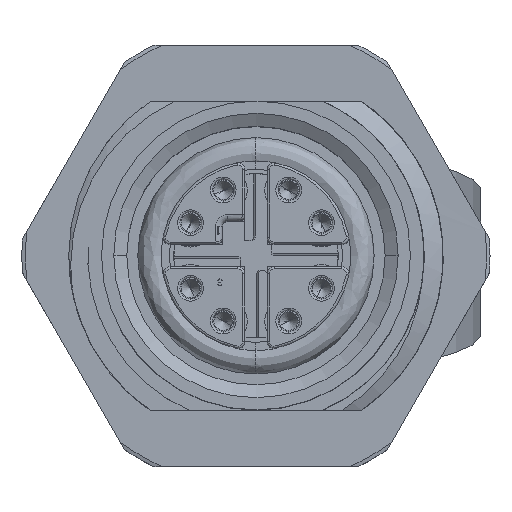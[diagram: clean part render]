
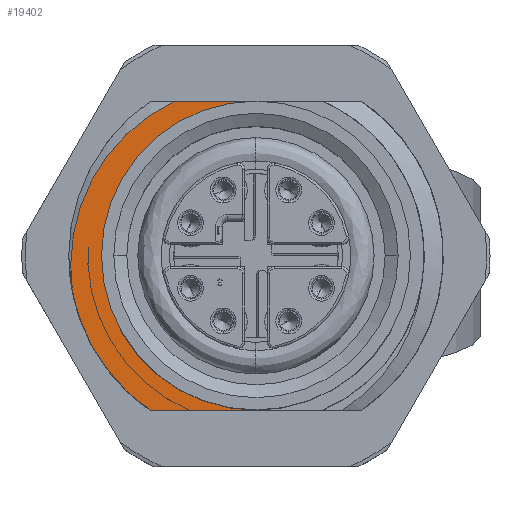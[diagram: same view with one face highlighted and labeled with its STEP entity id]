
A CAD part, top view. The second image highlights one B-rep face of the part: STEP entity #19402.
In plain terms, the highlighted planar face has unit normal (0, 0, 1).
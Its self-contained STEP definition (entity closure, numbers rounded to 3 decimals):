
#503 = CARTESIAN_POINT ( 'NONE',  ( 7.807, -0.893, -8.7 ) ) ;
#879 = CARTESIAN_POINT ( 'NONE',  ( 4.753, -5.851, -8.7 ) ) ;
#981 = ORIENTED_EDGE ( 'NONE', *, *, #12866, .F. ) ;
#3129 = VECTOR ( 'NONE', #38111, 1000. ) ;
#3906 = CIRCLE ( 'NONE', #38904, 6.6 ) ;
#4256 = DIRECTION ( 'NONE',  ( 0., 0., 1. ) ) ;
#5087 = CARTESIAN_POINT ( 'NONE',  ( 7.921, 0.161, -8.7 ) ) ;
#5261 = CARTESIAN_POINT ( 'NONE',  ( 6.981, -3.302, -8.7 ) ) ;
#7078 = CARTESIAN_POINT ( 'NONE',  ( 0., 0., -8.7 ) ) ;
#8343 = LINE ( 'NONE', #8685, #3129 ) ;
#8639 = ORIENTED_EDGE ( 'NONE', *, *, #22102, .T. ) ;
#8685 = CARTESIAN_POINT ( 'NONE',  ( -7.49, -6.6, -8.7 ) ) ;
#8755 = CARTESIAN_POINT ( 'NONE',  ( 7.769, -1.103, -8.7 ) ) ;
#10123 = DIRECTION ( 'NONE',  ( 1., 0., 0. ) ) ;
#11806 = CIRCLE ( 'NONE', #47642, 8. ) ;
#12250 = EDGE_CURVE ( 'NONE', #21188, #14417, #37901, .T. ) ;
#12866 = EDGE_CURVE ( 'NONE', #21188, #44870, #54166, .T. ) ;
#14417 = VERTEX_POINT ( 'NONE', #33538 ) ;
#15121 = EDGE_LOOP ( 'NONE', ( #8639, #981, #31180, #21691, #45995, #38341 ) ) ;
#16249 = CARTESIAN_POINT ( 'NONE',  ( 3.462, -6.6, -8.7 ) ) ;
#17005 = CARTESIAN_POINT ( 'NONE',  ( 6.533, -4.031, -8.7 ) ) ;
#17386 = CARTESIAN_POINT ( 'NONE',  ( 0., -6.6, -8.7 ) ) ;
#17536 = CARTESIAN_POINT ( 'NONE',  ( 7.428, -2.34, -8.7 ) ) ;
#18172 = DIRECTION ( 'NONE',  ( 1., 0., 0. ) ) ;
#18525 = CARTESIAN_POINT ( 'NONE',  ( 3.462, -6.6, -8.7 ) ) ;
#18775 = DIRECTION ( 'NONE',  ( 1., 0., 0. ) ) ;
#19129 = DIRECTION ( 'NONE',  ( 0., 0., -1. ) ) ;
#19402 = ADVANCED_FACE ( 'NONE', ( #32731 ), #50402, .T. ) ;
#21188 = VERTEX_POINT ( 'NONE', #37799 ) ;
#21239 = CARTESIAN_POINT ( 'NONE',  ( -7.49, 7.02, -8.7 ) ) ;
#21331 = CARTESIAN_POINT ( 'NONE',  ( 7.62, -1.728, -8.7 ) ) ;
#21625 = DIRECTION ( 'NONE',  ( 0., 0., 1. ) ) ;
#21684 = CARTESIAN_POINT ( 'NONE',  ( 5.257, -5.451, -8.7 ) ) ;
#21691 = ORIENTED_EDGE ( 'NONE', *, *, #48425, .T. ) ;
#21866 = CARTESIAN_POINT ( 'NONE',  ( 6.654, -3.852, -8.7 ) ) ;
#22102 = EDGE_CURVE ( 'NONE', #50345, #44870, #11806, .T. ) ;
#23120 = CARTESIAN_POINT ( 'NONE',  ( 0., 0., -8.7 ) ) ;
#23938 = VECTOR ( 'NONE', #10123, 1000. ) ;
#26065 = CARTESIAN_POINT ( 'NONE',  ( 7.902, 1.015, -8.7 ) ) ;
#26112 = AXIS2_PLACEMENT_3D ( 'NONE', #7078, #44932, #48261 ) ;
#29271 = CARTESIAN_POINT ( 'NONE',  ( 4.521, 6.6, -8.7 ) ) ;
#30074 = CARTESIAN_POINT ( 'NONE',  ( 5.874, -4.867, -8.7 ) ) ;
#30599 = EDGE_CURVE ( 'NONE', #49515, #40239, #8343, .T. ) ;
#31180 = ORIENTED_EDGE ( 'NONE', *, *, #12250, .T. ) ;
#32731 = FACE_OUTER_BOUND ( 'NONE', #15121, .T. ) ;
#33483 = DIRECTION ( 'NONE',  ( 0., -1., 0. ) ) ;
#33538 = CARTESIAN_POINT ( 'NONE',  ( 6.6, 0., -8.7 ) ) ;
#34126 = CARTESIAN_POINT ( 'NONE',  ( 4.223, -6.213, -8.7 ) ) ;
#34318 = CARTESIAN_POINT ( 'NONE',  ( 7.676, -1.52, -8.7 ) ) ;
#34489 = CARTESIAN_POINT ( 'NONE',  ( 6.153, -4.548, -8.7 ) ) ;
#35877 = CARTESIAN_POINT ( 'NONE',  ( -7.49, 6.6, -8.7 ) ) ;
#37799 = CARTESIAN_POINT ( 'NONE',  ( 0., 6.6, -8.7 ) ) ;
#37901 = CIRCLE ( 'NONE', #26112, 6.6 ) ;
#37990 = CARTESIAN_POINT ( 'NONE',  ( 5.416, -5.31, -8.7 ) ) ;
#38111 = DIRECTION ( 'NONE',  ( -1., 0., 0. ) ) ;
#38341 = ORIENTED_EDGE ( 'NONE', *, *, #47520, .T. ) ;
#38538 = CARTESIAN_POINT ( 'NONE',  ( 7.268, -2.734, -8.7 ) ) ;
#38725 = CARTESIAN_POINT ( 'NONE',  ( 7.779, 1.868, -8.7 ) ) ;
#38904 = AXIS2_PLACEMENT_3D ( 'NONE', #23120, #19129, #18775 ) ;
#40239 = VERTEX_POINT ( 'NONE', #17386 ) ;
#42142 = B_SPLINE_CURVE_WITH_KNOTS ( 'NONE', 3,
 ( #16249, #45535, #34126, #879, #42215, #21684, #37990, #30074, #34489, #17005, #21866, #50500, #5261, #38538, #17536, #21331, #34318, #8755, #503, #51225, #5087, #26065, #46249, #38725 ),
 .UNSPECIFIED., .F., .F.,
 ( 4, 2, 2, 2, 2, 2, 2, 2, 2, 2, 2, 4 ),
 ( 0., 0.002, 0.002, 0.003, 0.004, 0.005, 0.005, 0.007, 0.007, 0.008, 0.009, 0.011 ),
 .UNSPECIFIED. ) ;
#42215 = CARTESIAN_POINT ( 'NONE',  ( 4.926, -5.722, -8.7 ) ) ;
#43216 = CARTESIAN_POINT ( 'NONE',  ( 0., 0., -8.7 ) ) ;
#43888 = CARTESIAN_POINT ( 'NONE',  ( 7.779, 1.868, -8.7 ) ) ;
#44870 = VERTEX_POINT ( 'NONE', #29271 ) ;
#44932 = DIRECTION ( 'NONE',  ( 0., 0., -1. ) ) ;
#45535 = CARTESIAN_POINT ( 'NONE',  ( 3.851, -6.423, -8.7 ) ) ;
#45995 = ORIENTED_EDGE ( 'NONE', *, *, #30599, .F. ) ;
#46249 = CARTESIAN_POINT ( 'NONE',  ( 7.858, 1.445, -8.7 ) ) ;
#47520 = EDGE_CURVE ( 'NONE', #49515, #50345, #42142, .T. ) ;
#47642 = AXIS2_PLACEMENT_3D ( 'NONE', #43216, #21625, #18172 ) ;
#48205 = AXIS2_PLACEMENT_3D ( 'NONE', #21239, #4256, #33483 ) ;
#48261 = DIRECTION ( 'NONE',  ( 1., 0., 0. ) ) ;
#48425 = EDGE_CURVE ( 'NONE', #14417, #40239, #3906, .T. ) ;
#49515 = VERTEX_POINT ( 'NONE', #18525 ) ;
#50345 = VERTEX_POINT ( 'NONE', #43888 ) ;
#50402 = PLANE ( 'NONE',  #48205 ) ;
#50500 = CARTESIAN_POINT ( 'NONE',  ( 6.878, -3.488, -8.7 ) ) ;
#51225 = CARTESIAN_POINT ( 'NONE',  ( 7.896, -0.263, -8.7 ) ) ;
#54166 = LINE ( 'NONE', #35877, #23938 ) ;
